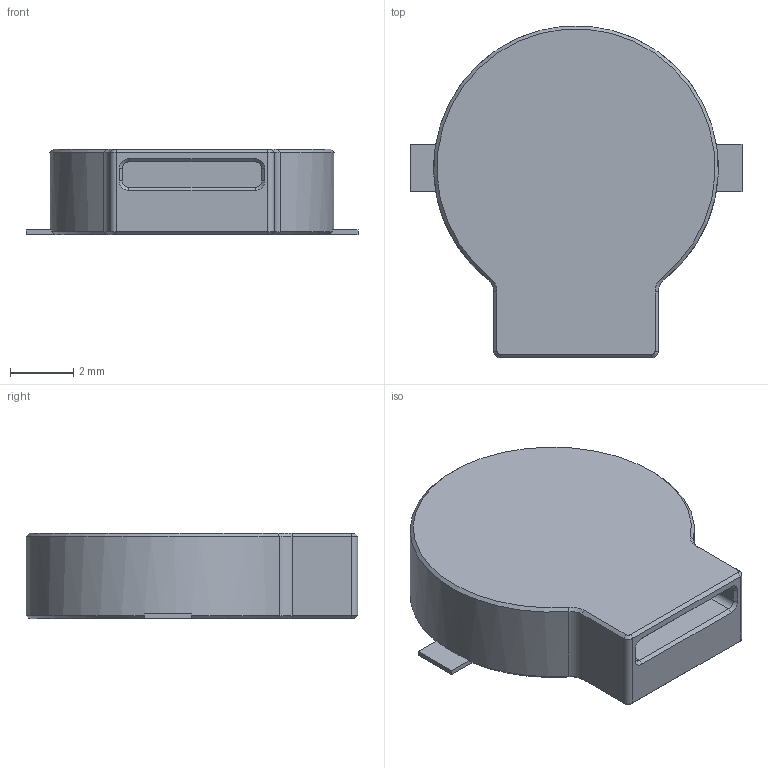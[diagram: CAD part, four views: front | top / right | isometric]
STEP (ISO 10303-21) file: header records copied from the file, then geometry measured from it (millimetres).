
FILE_DESCRIPTION(/* description */ (''),/* implementation_level */ '2;1');
FILE_NAME(/* name */ 'AST0927MW v3.step',/* time_stamp */ '2023-03-22T10:43:29+01:00',/* author */ (''),/* organization */ (''),/* preprocessor_version */ 'ST-DEVELOPER v19.2',/* originating_system */ 'Autodesk Translation Framework v11.17.0.187',/* authorisation */ '');
FILE_SCHEMA (('AUTOMOTIVE_DESIGN { 1 0 10303 214 3 1 1 }'));
Length unit declared in the file: millimetre
Products named in the file (1): AST0927MW
Bounding box: 10.5 x 10.48 x 2.7 mm (x, y, z)
Volume: 182.6 mm3; surface area: 288.7 mm2
Topology: 3 solids, 3 shells, 65 faces, 150 edges, 92 vertices
Faces by surface type: plane 40, cone 16, cylinder 9
Entity records: 1851 total; most frequent: DIRECTION 316, CARTESIAN_POINT 316, ORIENTED_EDGE 300, EDGE_CURVE 150, LINE 108, VECTOR 108, AXIS2_PLACEMENT_3D 104, VERTEX_POINT 92
